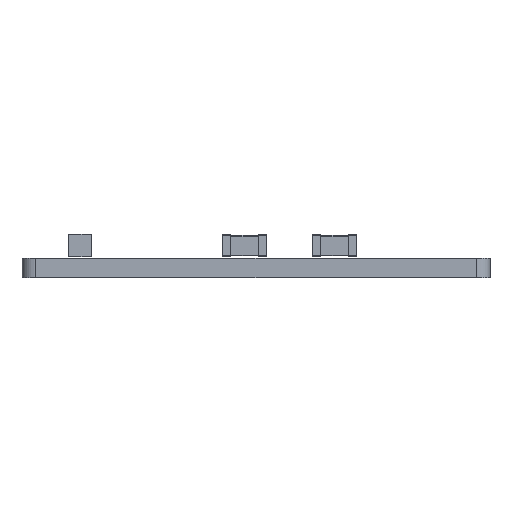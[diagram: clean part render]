
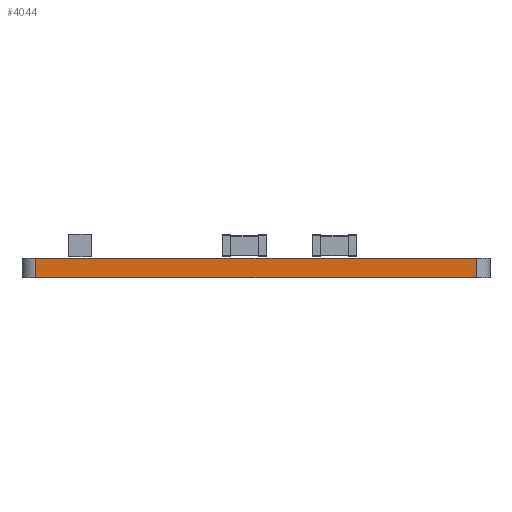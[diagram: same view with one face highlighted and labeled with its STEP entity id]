
A CAD part, front view. The second image highlights one B-rep face of the part: STEP entity #4044.
In plain terms, the highlighted planar face has unit normal (0, -1, 0).
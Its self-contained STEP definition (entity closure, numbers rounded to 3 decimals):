
#2129 = PLANE('',#2130);
#2130 = AXIS2_PLACEMENT_3D('',#2131,#2132,#2133);
#2131 = CARTESIAN_POINT('',(106.052,-116.12,0.7));
#2132 = DIRECTION('',(0.,0.,1.));
#2133 = DIRECTION('',(1.,0.,0.));
#2183 = PLANE('',#2184);
#2184 = AXIS2_PLACEMENT_3D('',#2185,#2186,#2187);
#2185 = CARTESIAN_POINT('',(106.052,-116.12,0.));
#2186 = DIRECTION('',(0.,0.,1.));
#2187 = DIRECTION('',(1.,0.,0.));
#2521 = VERTEX_POINT('',#2522);
#2522 = CARTESIAN_POINT('',(98.5,-130.,0.));
#2537 = CYLINDRICAL_SURFACE('',#2538,0.5);
#2538 = AXIS2_PLACEMENT_3D('',#2539,#2540,#2541);
#2539 = CARTESIAN_POINT('',(98.5,-129.5,0.));
#2540 = DIRECTION('',(0.,0.,-1.));
#2541 = DIRECTION('',(1.,0.,0.));
#2549 = EDGE_CURVE('',#2521,#2550,#2552,.T.);
#2550 = VERTEX_POINT('',#2551);
#2551 = CARTESIAN_POINT('',(114.3,-130.,0.));
#2552 = SURFACE_CURVE('',#2553,(#2557,#2564),.PCURVE_S1.);
#2553 = LINE('',#2554,#2555);
#2554 = CARTESIAN_POINT('',(98.5,-130.,0.));
#2555 = VECTOR('',#2556,1.);
#2556 = DIRECTION('',(1.,0.,0.));
#2557 = PCURVE('',#2183,#2558);
#2558 = DEFINITIONAL_REPRESENTATION('',(#2559),#2563);
#2559 = LINE('',#2560,#2561);
#2560 = CARTESIAN_POINT('',(-7.552,-13.88));
#2561 = VECTOR('',#2562,1.);
#2562 = DIRECTION('',(1.,0.));
#2563 = ( GEOMETRIC_REPRESENTATION_CONTEXT(2) 
PARAMETRIC_REPRESENTATION_CONTEXT() REPRESENTATION_CONTEXT('2D SPACE',''
  ) );
#2564 = PCURVE('',#2565,#2570);
#2565 = PLANE('',#2566);
#2566 = AXIS2_PLACEMENT_3D('',#2567,#2568,#2569);
#2567 = CARTESIAN_POINT('',(98.5,-130.,0.));
#2568 = DIRECTION('',(0.,1.,0.));
#2569 = DIRECTION('',(1.,0.,0.));
#2570 = DEFINITIONAL_REPRESENTATION('',(#2571),#2575);
#2571 = LINE('',#2572,#2573);
#2572 = CARTESIAN_POINT('',(0.,0.));
#2573 = VECTOR('',#2574,1.);
#2574 = DIRECTION('',(1.,0.));
#2575 = ( GEOMETRIC_REPRESENTATION_CONTEXT(2) 
PARAMETRIC_REPRESENTATION_CONTEXT() REPRESENTATION_CONTEXT('2D SPACE',''
  ) );
#2594 = CYLINDRICAL_SURFACE('',#2595,0.5);
#2595 = AXIS2_PLACEMENT_3D('',#2596,#2597,#2598);
#2596 = CARTESIAN_POINT('',(114.3,-129.5,0.));
#2597 = DIRECTION('',(0.,0.,-1.));
#2598 = DIRECTION('',(1.,0.,0.));
#3198 = VERTEX_POINT('',#3199);
#3199 = CARTESIAN_POINT('',(98.5,-130.,0.7));
#3221 = EDGE_CURVE('',#3198,#3222,#3224,.T.);
#3222 = VERTEX_POINT('',#3223);
#3223 = CARTESIAN_POINT('',(114.3,-130.,0.7));
#3224 = SURFACE_CURVE('',#3225,(#3229,#3236),.PCURVE_S1.);
#3225 = LINE('',#3226,#3227);
#3226 = CARTESIAN_POINT('',(98.5,-130.,0.7));
#3227 = VECTOR('',#3228,1.);
#3228 = DIRECTION('',(1.,0.,0.));
#3229 = PCURVE('',#2129,#3230);
#3230 = DEFINITIONAL_REPRESENTATION('',(#3231),#3235);
#3231 = LINE('',#3232,#3233);
#3232 = CARTESIAN_POINT('',(-7.552,-13.88));
#3233 = VECTOR('',#3234,1.);
#3234 = DIRECTION('',(1.,0.));
#3235 = ( GEOMETRIC_REPRESENTATION_CONTEXT(2) 
PARAMETRIC_REPRESENTATION_CONTEXT() REPRESENTATION_CONTEXT('2D SPACE',''
  ) );
#3236 = PCURVE('',#2565,#3237);
#3237 = DEFINITIONAL_REPRESENTATION('',(#3238),#3242);
#3238 = LINE('',#3239,#3240);
#3239 = CARTESIAN_POINT('',(0.,-0.7));
#3240 = VECTOR('',#3241,1.);
#3241 = DIRECTION('',(1.,0.));
#3242 = ( GEOMETRIC_REPRESENTATION_CONTEXT(2) 
PARAMETRIC_REPRESENTATION_CONTEXT() REPRESENTATION_CONTEXT('2D SPACE',''
  ) );
#3996 = EDGE_CURVE('',#2521,#3198,#3997,.T.);
#3997 = SURFACE_CURVE('',#3998,(#4002,#4009),.PCURVE_S1.);
#3998 = LINE('',#3999,#4000);
#3999 = CARTESIAN_POINT('',(98.5,-130.,0.));
#4000 = VECTOR('',#4001,1.);
#4001 = DIRECTION('',(0.,0.,1.));
#4002 = PCURVE('',#2537,#4003);
#4003 = DEFINITIONAL_REPRESENTATION('',(#4004),#4008);
#4004 = LINE('',#4005,#4006);
#4005 = CARTESIAN_POINT('',(-4.712,0.));
#4006 = VECTOR('',#4007,1.);
#4007 = DIRECTION('',(0.,-1.));
#4008 = ( GEOMETRIC_REPRESENTATION_CONTEXT(2) 
PARAMETRIC_REPRESENTATION_CONTEXT() REPRESENTATION_CONTEXT('2D SPACE',''
  ) );
#4009 = PCURVE('',#2565,#4010);
#4010 = DEFINITIONAL_REPRESENTATION('',(#4011),#4015);
#4011 = LINE('',#4012,#4013);
#4012 = CARTESIAN_POINT('',(0.,0.));
#4013 = VECTOR('',#4014,1.);
#4014 = DIRECTION('',(0.,-1.));
#4015 = ( GEOMETRIC_REPRESENTATION_CONTEXT(2) 
PARAMETRIC_REPRESENTATION_CONTEXT() REPRESENTATION_CONTEXT('2D SPACE',''
  ) );
#4044 = ADVANCED_FACE('',(#4045),#2565,.F.);
#4045 = FACE_BOUND('',#4046,.F.);
#4046 = EDGE_LOOP('',(#4047,#4048,#4049,#4070));
#4047 = ORIENTED_EDGE('',*,*,#3996,.T.);
#4048 = ORIENTED_EDGE('',*,*,#3221,.T.);
#4049 = ORIENTED_EDGE('',*,*,#4050,.F.);
#4050 = EDGE_CURVE('',#2550,#3222,#4051,.T.);
#4051 = SURFACE_CURVE('',#4052,(#4056,#4063),.PCURVE_S1.);
#4052 = LINE('',#4053,#4054);
#4053 = CARTESIAN_POINT('',(114.3,-130.,0.));
#4054 = VECTOR('',#4055,1.);
#4055 = DIRECTION('',(0.,0.,1.));
#4056 = PCURVE('',#2565,#4057);
#4057 = DEFINITIONAL_REPRESENTATION('',(#4058),#4062);
#4058 = LINE('',#4059,#4060);
#4059 = CARTESIAN_POINT('',(15.8,0.));
#4060 = VECTOR('',#4061,1.);
#4061 = DIRECTION('',(0.,-1.));
#4062 = ( GEOMETRIC_REPRESENTATION_CONTEXT(2) 
PARAMETRIC_REPRESENTATION_CONTEXT() REPRESENTATION_CONTEXT('2D SPACE',''
  ) );
#4063 = PCURVE('',#2594,#4064);
#4064 = DEFINITIONAL_REPRESENTATION('',(#4065),#4069);
#4065 = LINE('',#4066,#4067);
#4066 = CARTESIAN_POINT('',(-4.712,0.));
#4067 = VECTOR('',#4068,1.);
#4068 = DIRECTION('',(0.,-1.));
#4069 = ( GEOMETRIC_REPRESENTATION_CONTEXT(2) 
PARAMETRIC_REPRESENTATION_CONTEXT() REPRESENTATION_CONTEXT('2D SPACE',''
  ) );
#4070 = ORIENTED_EDGE('',*,*,#2549,.F.);
